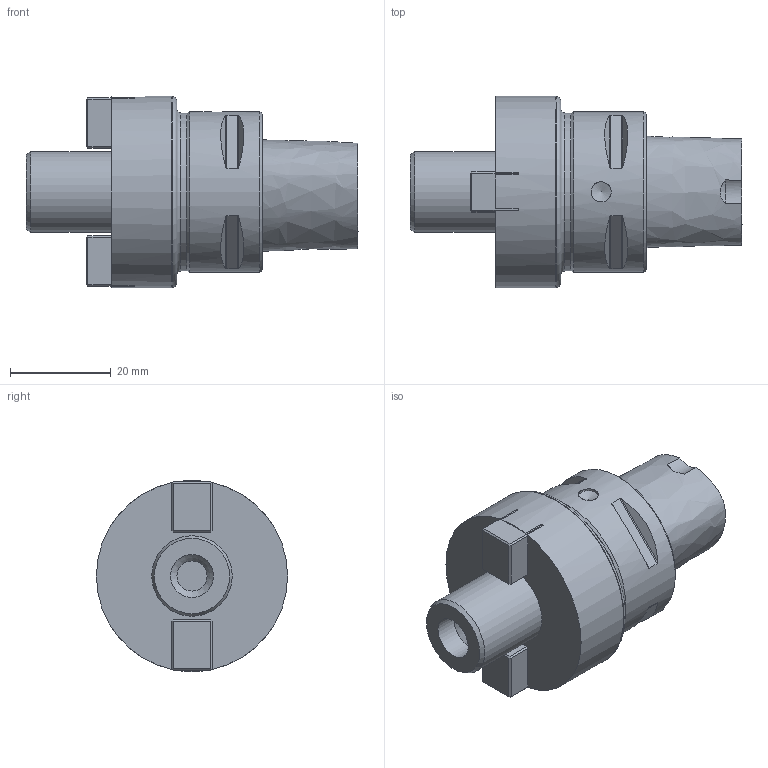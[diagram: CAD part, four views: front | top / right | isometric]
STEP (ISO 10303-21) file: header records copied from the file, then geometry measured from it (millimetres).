
FILE_DESCRIPTION(/* description */ (''),/* implementation_level */ '2;1');
FILE_NAME(/* name */ 'AC3-FM-16-030.stp',/* time_stamp */ '2024-11-15T11:44:09+03:00',/* author */ (''),/* organization */ (''),/* preprocessor_version */ 'ST-DEVELOPER v19.4',/* originating_system */ 'SIEMENS PLM Software NX2306.5001',/* authorisation */ '');
FILE_SCHEMA (('AUTOMOTIVE_DESIGN { 1 0 10303 214 3 1 1 1 }'));
Length unit declared in the file: millimetre
Products named in the file (1): AC3-FM-16-030-light_objects
Bounding box: 66 x 38 x 38 mm (x, y, z)
Volume: 38819 mm3; surface area: 8094.2 mm2
Topology: 1 solids, 1 shells, 87 faces, 197 edges, 119 vertices
Faces by surface type: plane 62, cylinder 15, cone 7, torus 2, bspline 1
Full cylindrical faces by diameter (mm): 4 x1, 8.5 x1, 16 x1, 31.4 x1, 32 x1, 38 x1
Entity records: 2899 total; most frequent: CARTESIAN_POINT 1031, DIRECTION 368, ORIENTED_EDGE 352, EDGE_CURVE 176, AXIS2_PLACEMENT_3D 126, LINE 116, VECTOR 116, VERTEX_POINT 115
